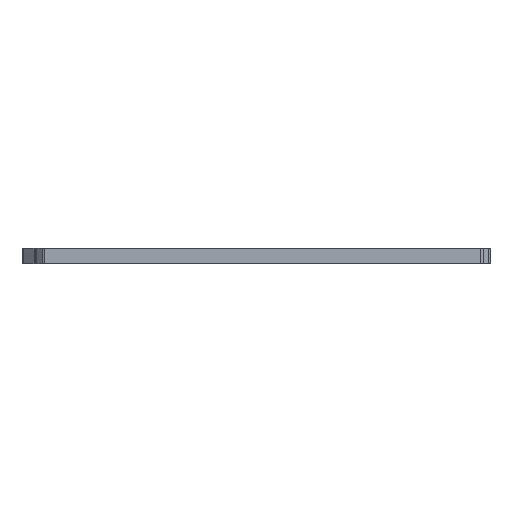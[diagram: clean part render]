
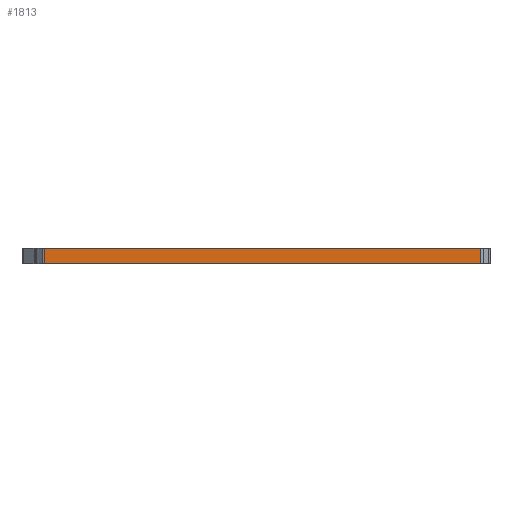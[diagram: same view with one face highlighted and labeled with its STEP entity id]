
A CAD part, left-side view. The second image highlights one B-rep face of the part: STEP entity #1813.
In plain terms, the highlighted planar face has unit normal (-1, 0, 0).
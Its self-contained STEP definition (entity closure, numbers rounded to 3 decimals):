
#74=PLANE('',#2017);
#166=FACE_OUTER_BOUND('',#272,.T.);
#272=EDGE_LOOP('',(#1660,#1661,#1662,#1663));
#303=LINE('',#2673,#471);
#368=LINE('',#2892,#536);
#379=LINE('',#2943,#547);
#389=LINE('',#2961,#557);
#471=VECTOR('',#2099,10.);
#536=VECTOR('',#2292,10.);
#547=VECTOR('',#2341,10.);
#557=VECTOR('',#2367,10.);
#753=VERTEX_POINT('',#2670);
#754=VERTEX_POINT('',#2672);
#843=VERTEX_POINT('',#2889);
#844=VERTEX_POINT('',#2891);
#931=EDGE_CURVE('',#753,#754,#303,.T.);
#1042=EDGE_CURVE('',#844,#843,#368,.T.);
#1069=EDGE_CURVE('',#754,#843,#379,.T.);
#1079=EDGE_CURVE('',#844,#753,#389,.T.);
#1660=ORIENTED_EDGE('',*,*,#1069,.F.);
#1661=ORIENTED_EDGE('',*,*,#931,.F.);
#1662=ORIENTED_EDGE('',*,*,#1079,.F.);
#1663=ORIENTED_EDGE('',*,*,#1042,.T.);
#1813=ADVANCED_FACE('',(#166),#74,.T.);
#2017=AXIS2_PLACEMENT_3D('',#3103,#2562,#2563);
#2099=DIRECTION('',(0.,1.,0.));
#2292=DIRECTION('',(0.,1.,0.));
#2341=DIRECTION('',(0.,0.,1.));
#2367=DIRECTION('',(0.,0.,-1.));
#2562=DIRECTION('center_axis',(-1.,0.,0.));
#2563=DIRECTION('ref_axis',(0.,1.,0.));
#2670=CARTESIAN_POINT('',(-92.5,-86.879,-6.35));
#2672=CARTESIAN_POINT('',(-92.5,86.879,-6.35));
#2673=CARTESIAN_POINT('',(-92.5,0.,-6.35));
#2889=CARTESIAN_POINT('',(-92.5,86.879,0.));
#2891=CARTESIAN_POINT('',(-92.5,-86.879,0.));
#2892=CARTESIAN_POINT('',(-92.5,0.,0.));
#2943=CARTESIAN_POINT('',(-92.5,86.879,0.));
#2961=CARTESIAN_POINT('',(-92.5,-86.879,0.));
#3103=CARTESIAN_POINT('Origin',(-92.5,-87.5,0.));
